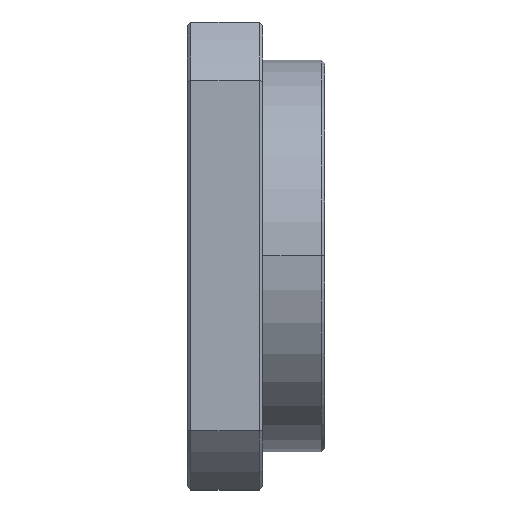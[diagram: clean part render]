
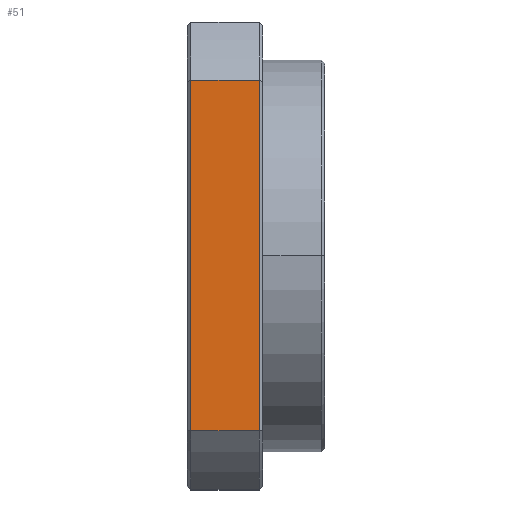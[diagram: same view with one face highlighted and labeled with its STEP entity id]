
A CAD part, top view. The second image highlights one B-rep face of the part: STEP entity #51.
In plain terms, the highlighted planar face has unit normal (0, 0, 1).
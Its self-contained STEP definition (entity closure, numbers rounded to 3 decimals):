
#51 = ADVANCED_FACE ( 'NONE', ( #425 ), #3233, .T. ) ;
#126 = EDGE_CURVE ( 'NONE', #2858, #2856, #539, .T. ) ;
#151 = EDGE_CURVE ( 'NONE', #2869, #2840, #563, .T. ) ;
#152 = EDGE_CURVE ( 'NONE', #2856, #2840, #546, .T. ) ;
#155 = EDGE_CURVE ( 'NONE', #2858, #2869, #566, .T. ) ;
#234 = AXIS2_PLACEMENT_3D ( 'NONE', #3232, #3235, #3236 ) ;
#425 = FACE_OUTER_BOUND ( 'NONE', #3727, .T. ) ;
#535 = VECTOR ( 'NONE', #938, 1000. ) ;
#539 = LINE ( 'NONE', #923, #535 ) ;
#546 = LINE ( 'NONE', #1015, #565 ) ;
#559 = VECTOR ( 'NONE', #1017, 1000. ) ;
#563 = LINE ( 'NONE', #1003, #559 ) ;
#565 = VECTOR ( 'NONE', #1019, 1000. ) ;
#566 = LINE ( 'NONE', #1022, #570 ) ;
#570 = VECTOR ( 'NONE', #1025, 1000. ) ;
#923 = CARTESIAN_POINT ( 'NONE',  ( 10.5, -34., 34. ) ) ;
#938 = DIRECTION ( 'NONE',  ( 0., 1., 0. ) ) ;
#1003 = CARTESIAN_POINT ( 'NONE',  ( 0.5, -34., 34. ) ) ;
#1015 = CARTESIAN_POINT ( 'NONE',  ( 50., 25.5, 34. ) ) ;
#1017 = DIRECTION ( 'NONE',  ( 0., 1., 0. ) ) ;
#1019 = DIRECTION ( 'NONE',  ( -1., 0., 0. ) ) ;
#1022 = CARTESIAN_POINT ( 'NONE',  ( -81.647, -25.5, 34. ) ) ;
#1025 = DIRECTION ( 'NONE',  ( -1., 0., 0. ) ) ;
#1196 = CARTESIAN_POINT ( 'NONE',  ( 0.5, 25.5, 34. ) ) ;
#1212 = CARTESIAN_POINT ( 'NONE',  ( 10.5, 25.5, 34. ) ) ;
#1214 = CARTESIAN_POINT ( 'NONE',  ( 10.5, -25.5, 34. ) ) ;
#1225 = CARTESIAN_POINT ( 'NONE',  ( 0.5, -25.5, 34. ) ) ;
#2840 = VERTEX_POINT ( 'NONE', #1196 ) ;
#2856 = VERTEX_POINT ( 'NONE', #1212 ) ;
#2858 = VERTEX_POINT ( 'NONE', #1214 ) ;
#2869 = VERTEX_POINT ( 'NONE', #1225 ) ;
#3232 = CARTESIAN_POINT ( 'NONE',  ( 50., -34., 34. ) ) ;
#3233 = PLANE ( 'NONE',  #234 ) ;
#3235 = DIRECTION ( 'NONE',  ( 0., 0., 1. ) ) ;
#3236 = DIRECTION ( 'NONE',  ( 1., 0., 0. ) ) ;
#3727 = EDGE_LOOP ( 'NONE', ( #4083, #4084, #4085, #4086 ) ) ;
#4083 = ORIENTED_EDGE ( 'NONE', *, *, #155, .F. ) ;
#4084 = ORIENTED_EDGE ( 'NONE', *, *, #126, .T. ) ;
#4085 = ORIENTED_EDGE ( 'NONE', *, *, #152, .T. ) ;
#4086 = ORIENTED_EDGE ( 'NONE', *, *, #151, .F. ) ;
